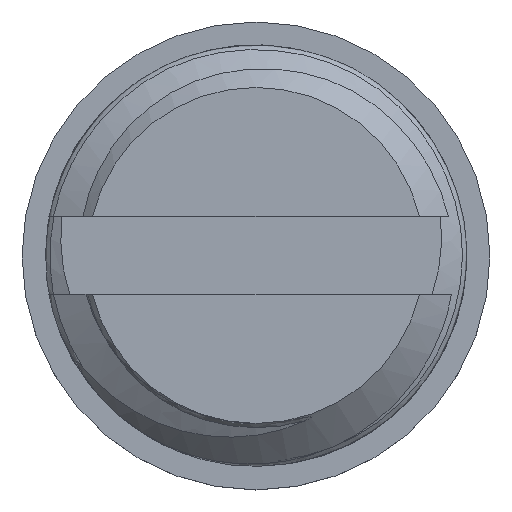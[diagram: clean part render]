
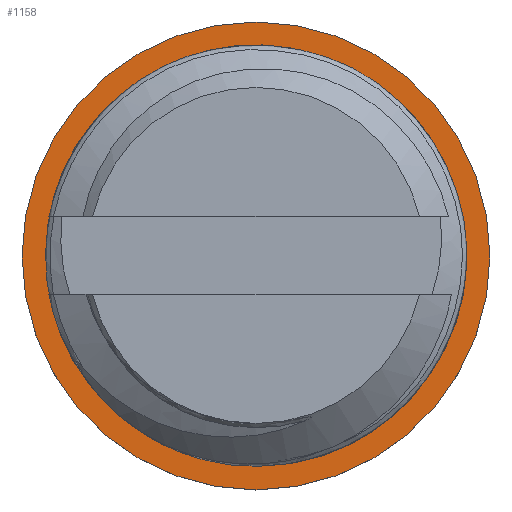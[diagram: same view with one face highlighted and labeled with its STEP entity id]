
A CAD part, top view. The second image highlights one B-rep face of the part: STEP entity #1158.
In plain terms, the highlighted planar face has unit normal (0, 0, 1).
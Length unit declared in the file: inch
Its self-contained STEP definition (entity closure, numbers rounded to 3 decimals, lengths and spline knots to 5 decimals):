
#21=FACE_BOUND('',#205,.T.);
#77=PLANE('',#1240);
#142=FACE_OUTER_BOUND('',#204,.T.);
#204=EDGE_LOOP('',(#1001));
#205=EDGE_LOOP('',(#1002));
#330=CIRCLE('',#1239,0.0754);
#331=CIRCLE('',#1241,0.105);
#514=VERTEX_POINT('',#4606);
#515=VERTEX_POINT('',#4610);
#680=EDGE_CURVE('',#514,#514,#330,.T.);
#682=EDGE_CURVE('',#515,#515,#331,.T.);
#1001=ORIENTED_EDGE('',*,*,#682,.F.);
#1002=ORIENTED_EDGE('',*,*,#680,.T.);
#1158=ADVANCED_FACE('',(#142,#21),#77,.T.);
#1239=AXIS2_PLACEMENT_3D('',#4607,#1379,#1380);
#1240=AXIS2_PLACEMENT_3D('',#4609,#1382,#1383);
#1241=AXIS2_PLACEMENT_3D('',#4611,#1384,#1385);
#1379=DIRECTION('center_axis',(0.,0.,-1.));
#1380=DIRECTION('ref_axis',(1.,0.,0.));
#1382=DIRECTION('center_axis',(0.,0.,1.));
#1383=DIRECTION('ref_axis',(1.,0.,0.));
#1384=DIRECTION('center_axis',(0.,0.,-1.));
#1385=DIRECTION('ref_axis',(1.,0.,0.));
#4606=CARTESIAN_POINT('',(0.,-0.0754,0.019));
#4607=CARTESIAN_POINT('Origin',(0.,0.,0.019));
#4609=CARTESIAN_POINT('Origin',(0.,0.105,0.019));
#4610=CARTESIAN_POINT('',(0.,-0.105,0.019));
#4611=CARTESIAN_POINT('Origin',(0.,0.,0.019));
